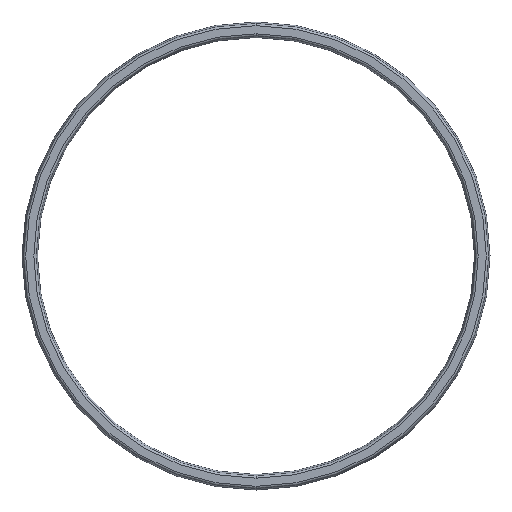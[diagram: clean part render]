
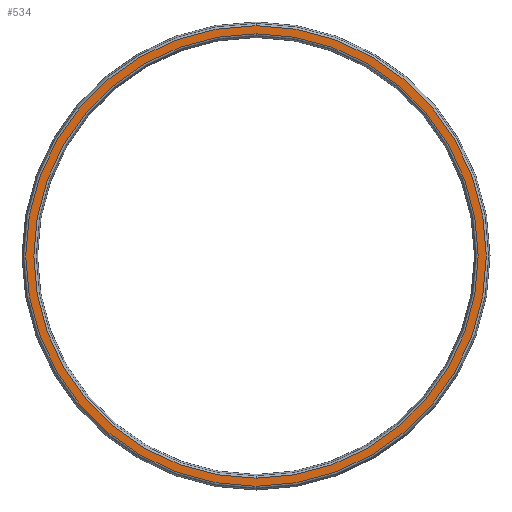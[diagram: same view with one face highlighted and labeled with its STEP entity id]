
A CAD part, front view. The second image highlights one B-rep face of the part: STEP entity #534.
In plain terms, the highlighted planar face has unit normal (0, -1, 0).
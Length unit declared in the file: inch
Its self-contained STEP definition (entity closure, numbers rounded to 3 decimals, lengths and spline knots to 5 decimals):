
#1 = DIRECTION ( 'NONE',  ( 0., 0., -1. ) ) ;
#6 = DIRECTION ( 'NONE',  ( 0., 1., 0. ) ) ;
#11 = CARTESIAN_POINT ( 'NONE',  ( 6.375, -0.3125, 0. ) ) ;
#43 = DIRECTION ( 'NONE',  ( 0., 0., -1. ) ) ;
#47 = DIRECTION ( 'NONE',  ( 0., 0., -1. ) ) ;
#51 = AXIS2_PLACEMENT_3D ( 'NONE', #11, #6, #1 ) ;
#73 = CIRCLE ( 'NONE', #123, 6.26012 ) ;
#94 = DIRECTION ( 'NONE',  ( 0., -1., 0. ) ) ;
#104 = EDGE_CURVE ( 'NONE', #636, #263, #73, .T. ) ;
#123 = AXIS2_PLACEMENT_3D ( 'NONE', #309, #140, #47 ) ;
#132 = EDGE_CURVE ( 'NONE', #147, #621, #499, .T. ) ;
#140 = DIRECTION ( 'NONE',  ( 0., 1., 0. ) ) ;
#141 = FACE_BOUND ( 'NONE', #434, .T. ) ;
#147 = VERTEX_POINT ( 'NONE', #461 ) ;
#180 = DIRECTION ( 'NONE',  ( 0., 0., -1. ) ) ;
#208 = CARTESIAN_POINT ( 'NONE',  ( 6.375, -0.3125, 6.26012 ) ) ;
#226 = ORIENTED_EDGE ( 'NONE', *, *, #132, .T. ) ;
#235 = EDGE_CURVE ( 'NONE', #263, #636, #457, .T. ) ;
#238 = ORIENTED_EDGE ( 'NONE', *, *, #104, .T. ) ;
#241 = CARTESIAN_POINT ( 'NONE',  ( -0.15625, -0.3125, 0. ) ) ;
#263 = VERTEX_POINT ( 'NONE', #208 ) ;
#309 = CARTESIAN_POINT ( 'NONE',  ( 6.375, -0.3125, 0. ) ) ;
#311 = AXIS2_PLACEMENT_3D ( 'NONE', #535, #340, #180 ) ;
#317 = ORIENTED_EDGE ( 'NONE', *, *, #235, .T. ) ;
#320 = CARTESIAN_POINT ( 'NONE',  ( 6.375, -0.3125, -6.26012 ) ) ;
#322 = AXIS2_PLACEMENT_3D ( 'NONE', #351, #549, #43 ) ;
#340 = DIRECTION ( 'NONE',  ( 0., -1., 0. ) ) ;
#351 = CARTESIAN_POINT ( 'NONE',  ( 6.375, -0.3125, 0. ) ) ;
#413 = AXIS2_PLACEMENT_3D ( 'NONE', #241, #94, #548 ) ;
#428 = CIRCLE ( 'NONE', #311, 6.48988 ) ;
#434 = EDGE_LOOP ( 'NONE', ( #238, #317 ) ) ;
#457 = CIRCLE ( 'NONE', #51, 6.26012 ) ;
#461 = CARTESIAN_POINT ( 'NONE',  ( 6.375, -0.3125, 6.48988 ) ) ;
#492 = EDGE_CURVE ( 'NONE', #621, #147, #428, .T. ) ;
#499 = CIRCLE ( 'NONE', #322, 6.48988 ) ;
#534 = ADVANCED_FACE ( 'NONE', ( #601, #141 ), #652, .T. ) ;
#535 = CARTESIAN_POINT ( 'NONE',  ( 6.375, -0.3125, 0. ) ) ;
#548 = DIRECTION ( 'NONE',  ( 0., 0., -1. ) ) ;
#549 = DIRECTION ( 'NONE',  ( 0., -1., 0. ) ) ;
#553 = EDGE_LOOP ( 'NONE', ( #632, #226 ) ) ;
#559 = CARTESIAN_POINT ( 'NONE',  ( 6.375, -0.3125, -6.48988 ) ) ;
#601 = FACE_OUTER_BOUND ( 'NONE', #553, .T. ) ;
#621 = VERTEX_POINT ( 'NONE', #559 ) ;
#632 = ORIENTED_EDGE ( 'NONE', *, *, #492, .T. ) ;
#636 = VERTEX_POINT ( 'NONE', #320 ) ;
#652 = PLANE ( 'NONE',  #413 ) ;
